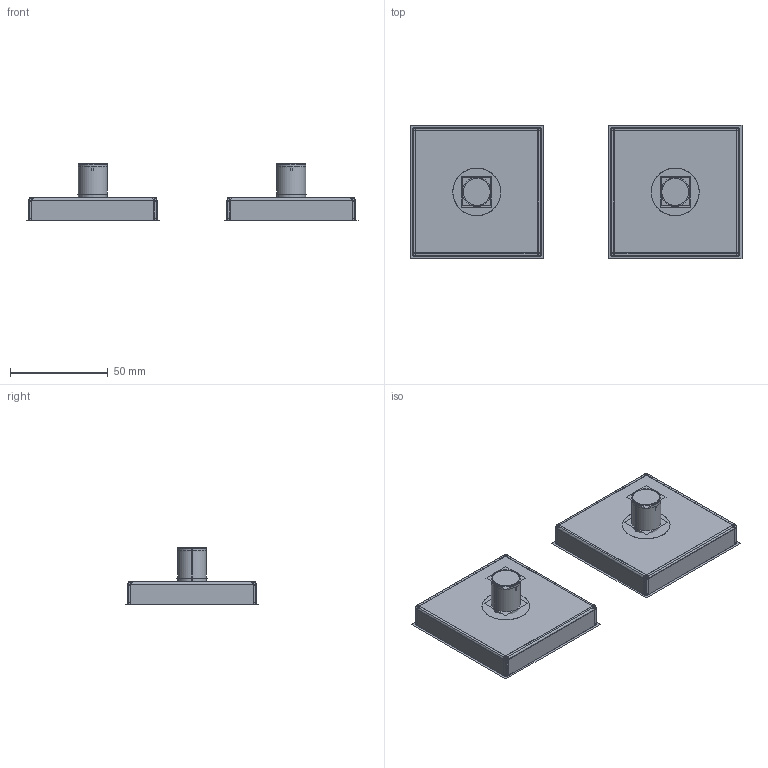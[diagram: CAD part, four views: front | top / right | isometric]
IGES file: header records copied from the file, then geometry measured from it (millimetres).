
Start section:  PTC IGES file: 524b_asm.igs
Global section: file name: 524b_asm.igs; native system: Creo Parametric by Parametric Technology Corporation; preprocessor: 2013150; author: rsmith; organization: Unknown; date: 20170828.085842; units: inch
Bounding box: 170.02 x 68.42 x 29.28 mm (x, y, z)
Surface area: 269072.1 mm2 (no closed solid volume)
Topology: 0 solids, 0 shells, 792 faces, 11044 edges, 14448 vertices
Faces by surface type: bspline 448, revolution 344
